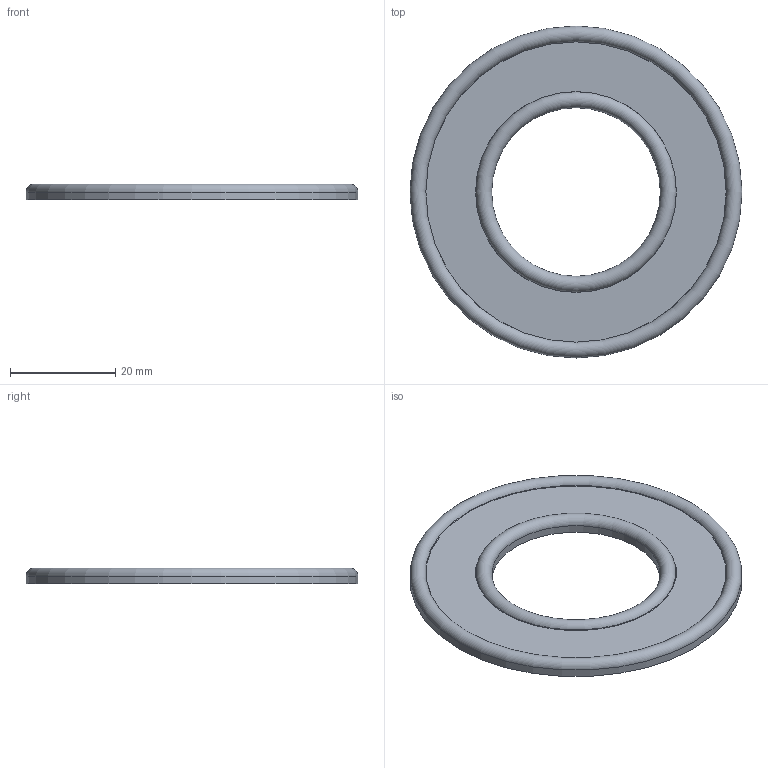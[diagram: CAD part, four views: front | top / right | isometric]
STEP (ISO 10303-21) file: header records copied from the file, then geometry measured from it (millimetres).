
FILE_DESCRIPTION(('FTC-11 geometry with PMI representation and/or presentation','from the NIST MBE PMI Validation and Conformance Testing Project','https://go.usa.gov/mGVm'),'2;1');
FILE_NAME('nist_ftc_11_asme1_ap242-e2.stp','2020-11-16T22:39:29+08:00',(''),(''),'','','');
FILE_SCHEMA(('AP242_MANAGED_MODEL_BASED_3D_ENGINEERING_MIM_LF { 1 0 10303 442 1 1 4 }'));
Length unit declared in the file: millimetre
Products named in the file (1): nist_ftc_11_asme1
Bounding box: 63 x 63 x 3.01 mm (x, y, z)
Volume: 5138.5 mm3; surface area: 5471.1 mm2
Topology: 1 solids, 1 shells, 8 faces, 14 edges, 8 vertices
Faces by surface type: torus 4, plane 2, cylinder 2
Full cylindrical faces by diameter (mm): 32 x1, 63 x1
Entity records: 985 total; most frequent: COORDINATES_LIST 156, TESSELLATED_CURVE_SET 84, DIRECTION 82, CARTESIAN_POINT 74, COMPLEX_TRIANGULATED_SURFACE_SET 72, AXIS2_PLACEMENT_3D 40, ORIENTED_EDGE 28, DRAUGHTING_MODEL_ITEM_ASSOCIATION 27
